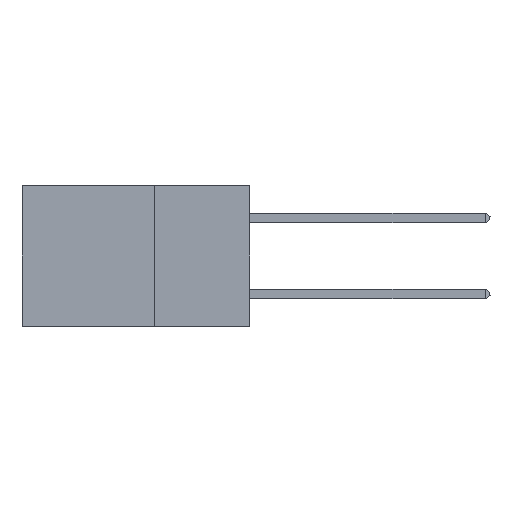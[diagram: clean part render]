
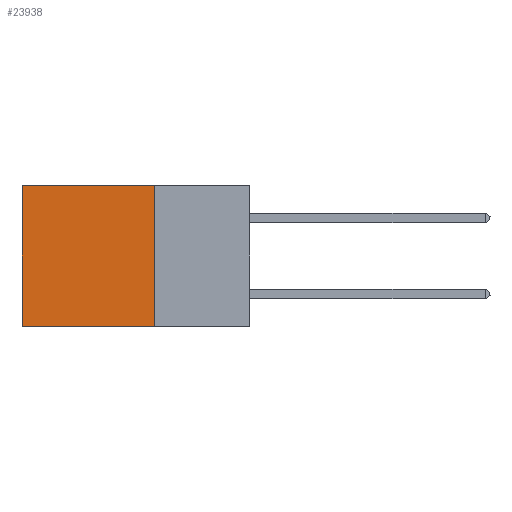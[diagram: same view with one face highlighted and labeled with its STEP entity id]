
A CAD part, left-side view. The second image highlights one B-rep face of the part: STEP entity #23938.
In plain terms, the highlighted planar face has unit normal (-1, 0, 0).
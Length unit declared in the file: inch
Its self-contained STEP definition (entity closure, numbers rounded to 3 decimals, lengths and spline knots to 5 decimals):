
#2226 = ORIENTED_EDGE ( 'NONE', *, *, #17145, .T. ) ;
#3885 = ORIENTED_EDGE ( 'NONE', *, *, #12382, .F. ) ;
#3904 = CARTESIAN_POINT ( 'NONE',  ( 0.2875, 0.25, -0.37 ) ) ;
#6510 = CARTESIAN_POINT ( 'NONE',  ( 0.2875, 0.25, 0. ) ) ;
#6718 = CARTESIAN_POINT ( 'NONE',  ( 0.2875, 0.6, 0. ) ) ;
#6754 = CARTESIAN_POINT ( 'NONE',  ( 0.2875, 0.25, 0. ) ) ;
#7152 = ORIENTED_EDGE ( 'NONE', *, *, #16263, .T. ) ;
#10027 = DIRECTION ( 'NONE',  ( 0., 1., 0. ) ) ;
#12382 = EDGE_CURVE ( 'NONE', #23769, #16050, #19867, .T. ) ;
#14831 = AXIS2_PLACEMENT_3D ( 'NONE', #6510, #27846, #30446 ) ;
#15113 = VECTOR ( 'NONE', #18825, 39.37008 ) ;
#16050 = VERTEX_POINT ( 'NONE', #32420 ) ;
#16263 = EDGE_CURVE ( 'NONE', #35620, #17842, #38695, .T. ) ;
#17063 = VECTOR ( 'NONE', #31081, 39.37008 ) ;
#17145 = EDGE_CURVE ( 'NONE', #23769, #35620, #32011, .T. ) ;
#17353 = CARTESIAN_POINT ( 'NONE',  ( 0.2875, 0.6, -0.37 ) ) ;
#17842 = VERTEX_POINT ( 'NONE', #17353 ) ;
#18479 = EDGE_LOOP ( 'NONE', ( #7152, #34084, #3885, #2226 ) ) ;
#18825 = DIRECTION ( 'NONE',  ( 0., 1., 0. ) ) ;
#19867 = LINE ( 'NONE', #6754, #17063 ) ;
#21866 = PLANE ( 'NONE',  #14831 ) ;
#23291 = LINE ( 'NONE', #3904, #37451 ) ;
#23769 = VERTEX_POINT ( 'NONE', #26802 ) ;
#23938 = ADVANCED_FACE ( 'NONE', ( #32678 ), #21866, .F. ) ;
#26802 = CARTESIAN_POINT ( 'NONE',  ( 0.2875, 0.25, 0. ) ) ;
#27846 = DIRECTION ( 'NONE',  ( 1., 0., 0. ) ) ;
#30446 = DIRECTION ( 'NONE',  ( 0., 0., -1. ) ) ;
#30738 = CARTESIAN_POINT ( 'NONE',  ( 0.2875, 0.25, 0. ) ) ;
#31081 = DIRECTION ( 'NONE',  ( 0., 0., -1. ) ) ;
#31621 = VECTOR ( 'NONE', #36739, 39.37008 ) ;
#32011 = LINE ( 'NONE', #30738, #15113 ) ;
#32158 = CARTESIAN_POINT ( 'NONE',  ( 0.2875, 0.6, 0. ) ) ;
#32420 = CARTESIAN_POINT ( 'NONE',  ( 0.2875, 0.25, -0.37 ) ) ;
#32678 = FACE_OUTER_BOUND ( 'NONE', #18479, .T. ) ;
#34084 = ORIENTED_EDGE ( 'NONE', *, *, #35368, .F. ) ;
#35368 = EDGE_CURVE ( 'NONE', #16050, #17842, #23291, .T. ) ;
#35620 = VERTEX_POINT ( 'NONE', #32158 ) ;
#36739 = DIRECTION ( 'NONE',  ( 0., 0., -1. ) ) ;
#37451 = VECTOR ( 'NONE', #10027, 39.37008 ) ;
#38695 = LINE ( 'NONE', #6718, #31621 ) ;
